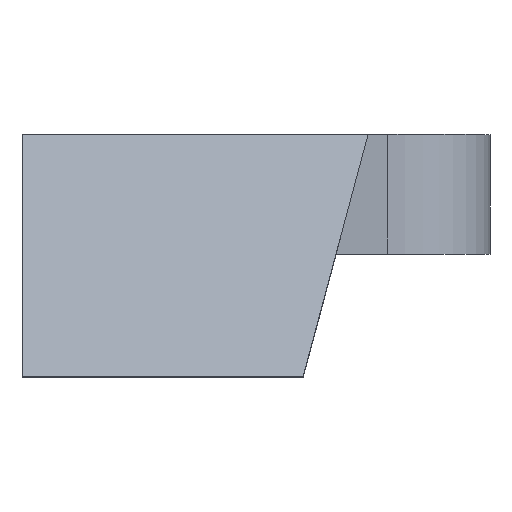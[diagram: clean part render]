
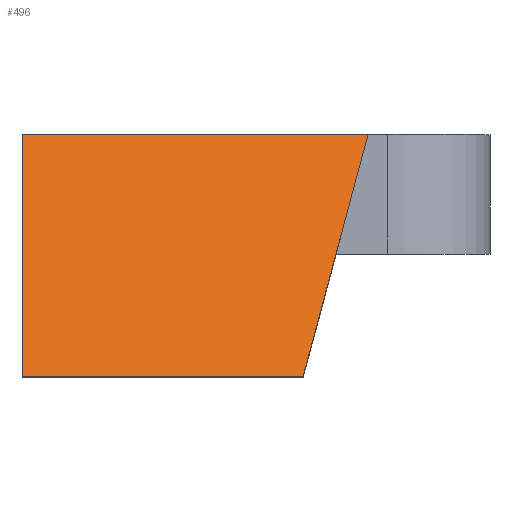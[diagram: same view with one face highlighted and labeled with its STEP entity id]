
A CAD part, top view. The second image highlights one B-rep face of the part: STEP entity #496.
In plain terms, the highlighted planar face has unit normal (0, 0.417, 0.909).
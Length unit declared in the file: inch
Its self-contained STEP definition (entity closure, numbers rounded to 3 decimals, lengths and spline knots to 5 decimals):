
#39=FACE_OUTER_BOUND('',#66,.T.);
#66=EDGE_LOOP('',(#344,#345,#346,#347));
#95=LINE('',#730,#152);
#100=LINE('',#740,#157);
#107=LINE('',#754,#164);
#108=LINE('',#755,#165);
#152=VECTOR('',#583,0.3937);
#157=VECTOR('',#592,0.3937);
#164=VECTOR('',#603,0.3937);
#165=VECTOR('',#604,0.3937);
#209=VERTEX_POINT('',#727);
#210=VERTEX_POINT('',#729);
#213=VERTEX_POINT('',#739);
#218=VERTEX_POINT('',#753);
#256=EDGE_CURVE('',#209,#210,#95,.T.);
#261=EDGE_CURVE('',#210,#213,#100,.T.);
#268=EDGE_CURVE('',#213,#218,#107,.T.);
#269=EDGE_CURVE('',#218,#209,#108,.T.);
#344=ORIENTED_EDGE('',*,*,#268,.F.);
#345=ORIENTED_EDGE('',*,*,#261,.F.);
#346=ORIENTED_EDGE('',*,*,#256,.F.);
#347=ORIENTED_EDGE('',*,*,#269,.F.);
#472=PLANE('',#537);
#496=ADVANCED_FACE('',(#39),#472,.F.);
#537=AXIS2_PLACEMENT_3D('',#752,#601,#602);
#583=DIRECTION('',(-0.237,-0.883,0.405));
#592=DIRECTION('',(-1.,0.,0.));
#601=DIRECTION('center_axis',(0.,-0.417,-0.909));
#602=DIRECTION('ref_axis',(0.,0.909,-0.417));
#603=DIRECTION('',(0.,0.909,-0.417));
#604=DIRECTION('',(1.,0.,0.));
#727=CARTESIAN_POINT('',(0.5328,0.5945,0.375));
#729=CARTESIAN_POINT('',(0.43366,0.2245,0.54482));
#730=CARTESIAN_POINT('',(0.46221,0.33104,0.49592));
#739=CARTESIAN_POINT('',(0.005,0.2245,0.54482));
#740=CARTESIAN_POINT('',(0.21683,0.2245,0.54482));
#752=CARTESIAN_POINT('Origin',(0.,0.2195,0.54711));
#753=CARTESIAN_POINT('',(0.005,0.5945,0.375));
#754=CARTESIAN_POINT('',(0.005,0.22157,0.54616));
#755=CARTESIAN_POINT('',(0.,0.5945,0.375));
